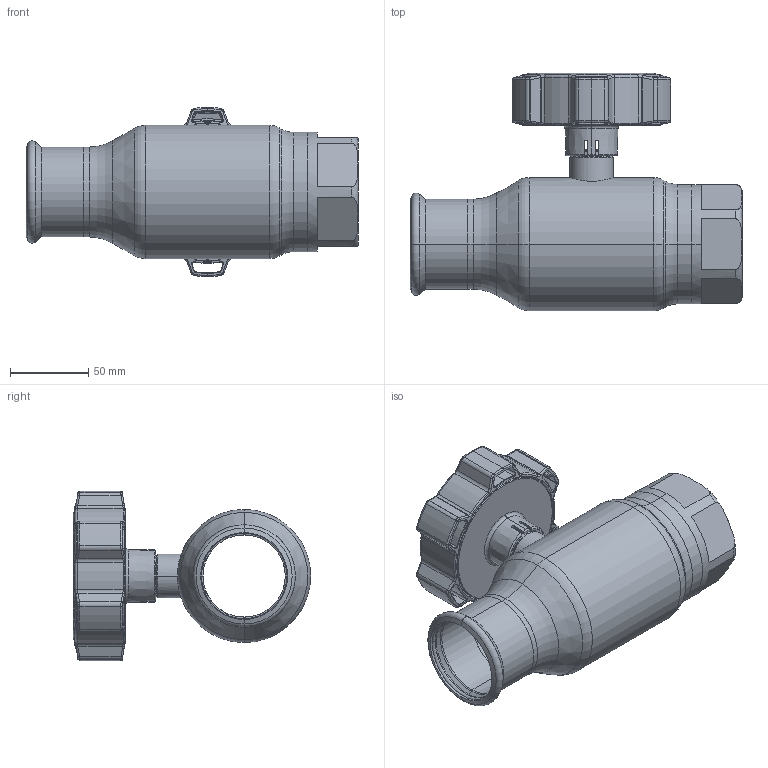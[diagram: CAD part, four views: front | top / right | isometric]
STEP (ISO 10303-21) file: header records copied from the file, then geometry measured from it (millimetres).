
FILE_DESCRIPTION (( 'STEP AP214' ), '1' );
FILE_NAME ('2050001000-0200.step', '2024-01-11T11:02:10', ( '' ), ( '' ), 'SwSTEP 2.0', 'SolidWorks 2021', '' );
FILE_SCHEMA (( 'AUTOMOTIVE_DESIGN' ));
Length unit declared in the file: millimetre
Products named in the file (1): 2050001000-0200
Bounding box: 211.8 x 151.5 x 107.98 mm (x, y, z)
Surface area: 117768.2 mm2 (no closed solid volume)
Topology: 0 solids, 13 shells, 500 faces, 1523 edges, 996 vertices
Faces by surface type: bspline 151, cylinder 120, plane 97, torus 75, cone 55, sphere 2
Entity records: 30902 total; most frequent: CARTESIAN_POINT 13325, ORIENTED_EDGE 2621, DIRECTION 2152, EDGE_CURVE 1523, VERTEX_POINT 996, AXIS2_PLACEMENT_3D 858, B_SPLINE_CURVE_WITH_KNOTS 556, EDGE_LOOP 529
